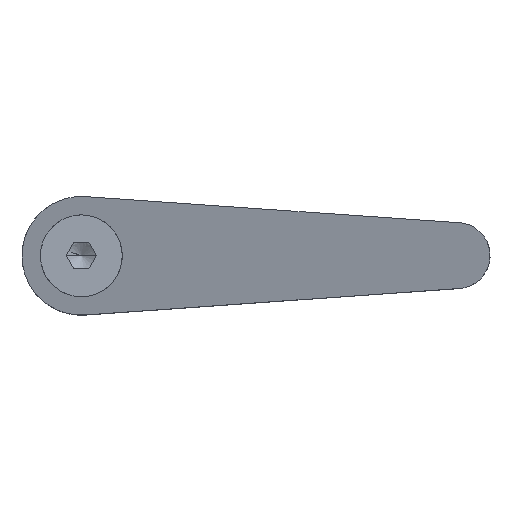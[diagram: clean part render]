
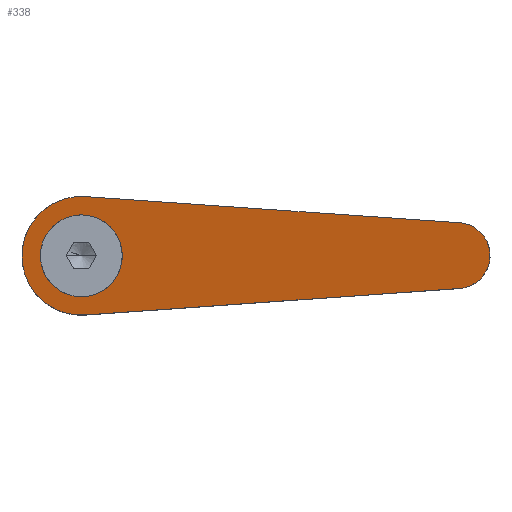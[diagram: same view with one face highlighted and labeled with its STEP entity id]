
A CAD part, top view. The second image highlights one B-rep face of the part: STEP entity #338.
In plain terms, the highlighted planar face has unit normal (-0.266, 0, 0.964).
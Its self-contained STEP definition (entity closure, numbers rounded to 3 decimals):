
#236=EDGE_CURVE('',#516,#252,#598,.T.);
#252=VERTEX_POINT('',#616);
#276=EDGE_CURVE('',#298,#308,#643,.T.);
#286=VERTEX_POINT('',#654);
#298=VERTEX_POINT('',#666);
#308=VERTEX_POINT('',#676);
#338=ADVANCED_FACE('',(#713,#714),#715,.F.);
#346=EDGE_CURVE('',#460,#516,#723,.T.);
#348=EDGE_CURVE('',#286,#298,#725,.T.);
#366=VERTEX_POINT('',#743);
#380=VERTEX_POINT('',#757);
#394=EDGE_CURVE('',#366,#286,#772,.T.);
#438=EDGE_CURVE('',#252,#460,#819,.T.);
#460=VERTEX_POINT('',#847);
#494=EDGE_CURVE('',#308,#380,#885,.T.);
#516=VERTEX_POINT('',#910);
#530=EDGE_CURVE('',#380,#366,#925,.T.);
#598=ELLIPSE('',#997,6.431,6.2);
#616=CARTESIAN_POINT('',(0.,6.2,48.579));
#643=LINE('',#1077,#1078);
#654=CARTESIAN_POINT('',(-9.,0.,46.1));
#666=CARTESIAN_POINT('',(0.632,-8.978,48.753));
#676=CARTESIAN_POINT('',(57.351,-4.988,64.379));
#713=FACE_OUTER_BOUND('',#1182,.T.);
#714=FACE_BOUND('',#1183,.T.);
#715=PLANE('',#1184);
#723=ELLIPSE('',#1195,6.431,6.2);
#725=ELLIPSE('',#1198,9.335,9.);
#743=CARTESIAN_POINT('',(0.632,8.978,48.753));
#757=CARTESIAN_POINT('',(57.351,4.988,64.379));
#772=ELLIPSE('',#1269,9.335,9.);
#819=ELLIPSE('',#1356,6.431,6.2);
#847=CARTESIAN_POINT('',(-1.001,6.119,48.304));
#885=ELLIPSE('',#1452,5.186,5.);
#910=CARTESIAN_POINT('',(0.,-6.2,48.579));
#925=LINE('',#1521,#1522);
#997=AXIS2_PLACEMENT_3D('',#1597,#1598,#1599);
#1077=CARTESIAN_POINT('',(59.719,-4.821,65.031));
#1078=VECTOR('',#1643,1.0);
#1182=EDGE_LOOP('',(#1713,#1714,#1715,#1716,#1717));
#1183=EDGE_LOOP('',(#1718,#1719,#1720));
#1184=AXIS2_PLACEMENT_3D('',#1721,#1722,#1723);
#1195=AXIS2_PLACEMENT_3D('',#1730,#1731,#1732);
#1198=AXIS2_PLACEMENT_3D('',#1733,#1734,#1735);
#1269=AXIS2_PLACEMENT_3D('',#1768,#1769,#1770);
#1356=AXIS2_PLACEMENT_3D('',#1813,#1814,#1815);
#1452=AXIS2_PLACEMENT_3D('',#1907,#1908,#1909);
#1521=CARTESIAN_POINT('',(33.351,6.676,57.767));
#1522=VECTOR('',#1953,1.0);
#1597=CARTESIAN_POINT('',(0.0,0.0,48.579));
#1598=DIRECTION('',(-0.266,0.,0.964));
#1599=DIRECTION('',(-0.964,0.0,-0.266));
#1643=DIRECTION('',(0.962,0.068,0.265));
#1713=ORIENTED_EDGE('',*,*,#394,.T.);
#1714=ORIENTED_EDGE('',*,*,#348,.T.);
#1715=ORIENTED_EDGE('',*,*,#276,.T.);
#1716=ORIENTED_EDGE('',*,*,#494,.T.);
#1717=ORIENTED_EDGE('',*,*,#530,.T.);
#1718=ORIENTED_EDGE('',*,*,#346,.F.);
#1719=ORIENTED_EDGE('',*,*,#438,.F.);
#1720=ORIENTED_EDGE('',*,*,#236,.F.);
#1721=CARTESIAN_POINT('',(27.678,0.,56.204));
#1722=DIRECTION('',(0.266,0.,-0.964));
#1723=DIRECTION('',(0.256,0.964,0.071));
#1730=CARTESIAN_POINT('',(0.0,0.0,48.579));
#1731=DIRECTION('',(-0.266,0.,0.964));
#1732=DIRECTION('',(-0.964,0.0,-0.266));
#1733=CARTESIAN_POINT('',(0.,0.,48.579));
#1734=DIRECTION('',(-0.266,0.,0.964));
#1735=DIRECTION('',(-0.964,0.,-0.266));
#1768=CARTESIAN_POINT('',(0.,0.,48.579));
#1769=DIRECTION('',(-0.266,0.,0.964));
#1770=DIRECTION('',(-0.964,0.,-0.266));
#1813=CARTESIAN_POINT('',(0.0,0.0,48.579));
#1814=DIRECTION('',(-0.266,0.,0.964));
#1815=DIRECTION('',(-0.964,0.0,-0.266));
#1907=CARTESIAN_POINT('',(57.0,0.0,64.282));
#1908=DIRECTION('',(-0.266,0.,0.964));
#1909=DIRECTION('',(0.964,0.,0.266));
#1953=DIRECTION('',(-0.962,0.068,-0.265));
